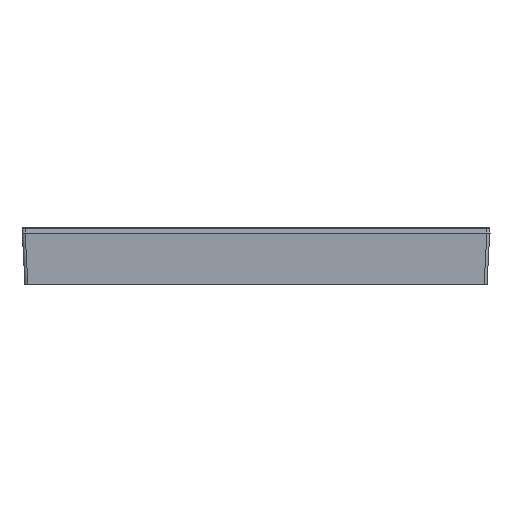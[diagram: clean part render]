
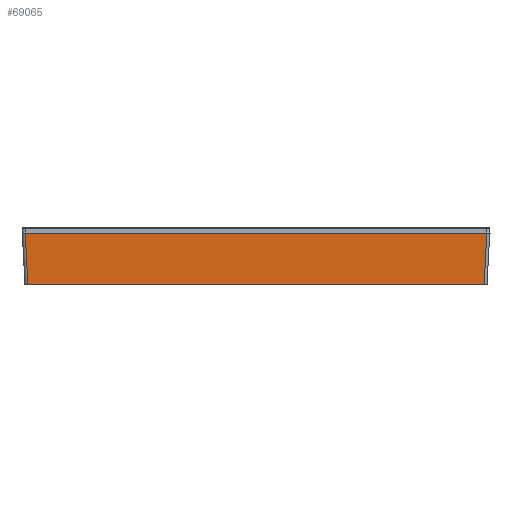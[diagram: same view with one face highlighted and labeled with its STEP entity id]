
A CAD part, left-side view. The second image highlights one B-rep face of the part: STEP entity #69065.
In plain terms, the highlighted face is planar.
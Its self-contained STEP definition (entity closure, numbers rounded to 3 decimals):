
#283=CARTESIAN_POINT('',(-40.228,0.,-39.729));
#350=DIRECTION('',(-0.052,0.997,0.052));
#351=VECTOR('',#350,9.025);
#352=CARTESIAN_POINT('',(-40.228,0.,39.729));
#353=LINE('56888',#352,#351);
#357=DIRECTION('',(0.,0.,-1.));
#358=VECTOR('',#357,79.458);
#359=CARTESIAN_POINT('',(-40.228,0.,39.729));
#360=LINE('56898',#359,#358);
#364=DIRECTION('',(-0.052,0.997,-0.052));
#365=VECTOR('',#364,9.025);
#366=CARTESIAN_POINT('',(-40.228,0.,-39.729));
#367=LINE('56893',#366,#365);
#413=DIRECTION('',(0.,0.,-1.));
#414=VECTOR('',#413,80.401);
#415=CARTESIAN_POINT('',(-40.7,9.,40.201));
#416=LINE('56902',#415,#414);
#64108=CARTESIAN_POINT('',(-40.228,0.,39.729));
#64109=CARTESIAN_POINT('',(-40.7,9.,40.201));
#64110=VERTEX_POINT('',#64108);
#64111=VERTEX_POINT('',#64109);
#64119=VERTEX_POINT('',#283);
#64120=CARTESIAN_POINT('',(-40.7,9.,-40.201));
#64121=VERTEX_POINT('',#64120);
#69052=CARTESIAN_POINT('',(-40.7,9.,40.7));
#69053=DIRECTION('',(0.999,0.052,0.));
#69054=DIRECTION('',(0.,0.,-1.));
#69055=AXIS2_PLACEMENT_3D('',#69052,#69053,#69054);
#69056=PLANE('20407',#69055);
#69057=ORIENTED_EDGE('56888',*,*,#69043,.F.);
#69058=ORIENTED_EDGE('56898',*,*,#68982,.T.);
#69060=ORIENTED_EDGE('56893',*,*,#69059,.T.);
#69062=ORIENTED_EDGE('56902',*,*,#69061,.F.);
#69063=EDGE_LOOP('20407',(#69057,#69058,#69060,#69062));
#69064=FACE_OUTER_BOUND('20407',#69063,.F.);
#69065=ADVANCED_FACE('20407',(#69064),#69056,.F.);
#68982=EDGE_CURVE('56898',#64110,#64119,#360,.T.);
#69043=EDGE_CURVE('56888',#64110,#64111,#353,.T.);
#69059=EDGE_CURVE('56893',#64119,#64121,#367,.T.);
#69061=EDGE_CURVE('56902',#64111,#64121,#416,.T.);
